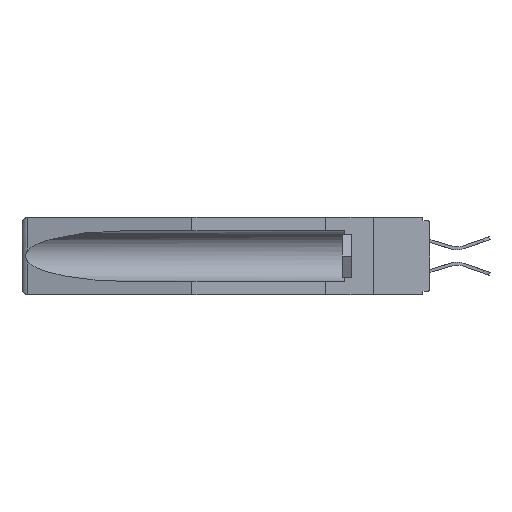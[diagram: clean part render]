
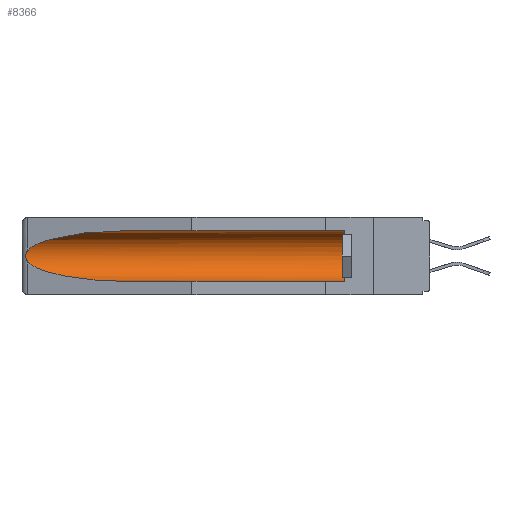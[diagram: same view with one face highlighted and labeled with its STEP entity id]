
A CAD part, left-side view. The second image highlights one B-rep face of the part: STEP entity #8366.
In plain terms, the highlighted cylindrical face has radius 2.857 mm (diameter 5.715 mm), a partial arc.
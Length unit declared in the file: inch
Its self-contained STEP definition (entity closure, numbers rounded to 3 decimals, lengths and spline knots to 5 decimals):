
#234 = VERTEX_POINT ( 'NONE', #10991 ) ;
#565 = CARTESIAN_POINT ( 'NONE',  ( 0.25451, 1.48313, -0.24835 ) ) ;
#647 = CARTESIAN_POINT ( 'NONE',  ( 0.25451, 1.48313, -0.09465 ) ) ;
#2253 = CARTESIAN_POINT ( 'NONE',  ( 0.26537, 1.52718, -0.19328 ) ) ;
#2373 = ORIENTED_EDGE ( 'NONE', *, *, #14209, .F. ) ;
#2399 =( BOUNDED_CURVE ( )  B_SPLINE_CURVE ( 3, ( #9347, #15956, #647, #8319 ),
 .UNSPECIFIED., .F., .F. ) 
 B_SPLINE_CURVE_WITH_KNOTS ( ( 4, 4 ),
 ( 4.71239, 6.08839 ),
 .UNSPECIFIED. ) 
 CURVE ( )  GEOMETRIC_REPRESENTATION_ITEM ( )  RATIONAL_B_SPLINE_CURVE ( ( 1., 0.848, 0.848, 1. ) ) 
 REPRESENTATION_ITEM ( '' )  );
#2502 = CARTESIAN_POINT ( 'NONE',  ( 0.155, -0.30754, -0.1715 ) ) ;
#3232 = EDGE_CURVE ( 'NONE', #15616, #10735, #14655, .T. ) ;
#3721 = CARTESIAN_POINT ( 'NONE',  ( 0.155, 0.126, -0.1715 ) ) ;
#3920 = VERTEX_POINT ( 'NONE', #18353 ) ;
#4010 = CARTESIAN_POINT ( 'NONE',  ( 0.2673, 1.5327, -0.16383 ) ) ;
#4181 = CARTESIAN_POINT ( 'NONE',  ( 0.155, -0.30754, -0.059 ) ) ;
#4422 = ORIENTED_EDGE ( 'NONE', *, *, #19048, .T. ) ;
#4498 = AXIS2_PLACEMENT_3D ( 'NONE', #2502, #5676, #17954 ) ;
#5310 = VECTOR ( 'NONE', #5666, 39.37008 ) ;
#5493 = CARTESIAN_POINT ( 'NONE',  ( 0.2675, 1.53308, -0.16763 ) ) ;
#5559 = CARTESIAN_POINT ( 'NONE',  ( 0.26537, 1.52718, -0.14972 ) ) ;
#5666 = DIRECTION ( 'NONE',  ( 0., 1., 0. ) ) ;
#5676 = DIRECTION ( 'NONE',  ( 0., 1., 0. ) ) ;
#6058 = ORIENTED_EDGE ( 'NONE', *, *, #11723, .T. ) ;
#6107 = CIRCLE ( 'NONE', #7413, 0.1125 ) ;
#6938 = CARTESIAN_POINT ( 'NONE',  ( 0.26597, 1.52961, -0.15275 ) ) ;
#6996 = CARTESIAN_POINT ( 'NONE',  ( 0.26654, 1.53092, -0.15636 ) ) ;
#7061 = CARTESIAN_POINT ( 'NONE',  ( 0.2675, 1.53308, -0.17534 ) ) ;
#7413 = AXIS2_PLACEMENT_3D ( 'NONE', #3721, #15922, #12648 ) ;
#7792 = CARTESIAN_POINT ( 'NONE',  ( 0.155, 1.07973, -0.284 ) ) ;
#8319 = CARTESIAN_POINT ( 'NONE',  ( 0.26537, 1.52718, -0.14972 ) ) ;
#8366 = ADVANCED_FACE ( 'NONE', ( #18290 ), #8489, .F. ) ;
#8489 = CYLINDRICAL_SURFACE ( 'NONE', #4498, 0.1125 ) ;
#9347 = CARTESIAN_POINT ( 'NONE',  ( 0.155, 1.07973, -0.059 ) ) ;
#9589 = EDGE_CURVE ( 'NONE', #14062, #3920, #6107, .T. ) ;
#10735 = VERTEX_POINT ( 'NONE', #7792 ) ;
#10991 = CARTESIAN_POINT ( 'NONE',  ( 0.155, 1.07973, -0.059 ) ) ;
#11537 = CARTESIAN_POINT ( 'NONE',  ( 0.155, -0.30754, -0.284 ) ) ;
#11568 = EDGE_CURVE ( 'NONE', #16317, #15616, #17764, .T. ) ;
#11723 = EDGE_CURVE ( 'NONE', #3920, #234, #13655, .T. ) ;
#11890 = CARTESIAN_POINT ( 'NONE',  ( 0.26537, 1.52718, -0.14972 ) ) ;
#12648 = DIRECTION ( 'NONE',  ( 0., 0., 1. ) ) ;
#12875 = CARTESIAN_POINT ( 'NONE',  ( 0.21114, 1.30732, -0.284 ) ) ;
#12942 = CARTESIAN_POINT ( 'NONE',  ( 0.155, 1.07973, -0.284 ) ) ;
#13188 = VECTOR ( 'NONE', #14520, 39.37008 ) ;
#13655 = LINE ( 'NONE', #4181, #5310 ) ;
#14062 = VERTEX_POINT ( 'NONE', #18405 ) ;
#14209 = EDGE_CURVE ( 'NONE', #14062, #10735, #15589, .T. ) ;
#14520 = DIRECTION ( 'NONE',  ( 0., 1., 0. ) ) ;
#14655 =( BOUNDED_CURVE ( )  B_SPLINE_CURVE ( 3, ( #2253, #565, #12875, #12942 ),
 .UNSPECIFIED., .F., .F. ) 
 B_SPLINE_CURVE_WITH_KNOTS ( ( 4, 4 ),
 ( 0.1948, 1.5708 ),
 .UNSPECIFIED. ) 
 CURVE ( )  GEOMETRIC_REPRESENTATION_ITEM ( )  RATIONAL_B_SPLINE_CURVE ( ( 1., 0.848, 0.848, 1. ) ) 
 REPRESENTATION_ITEM ( '' )  );
#15558 = ORIENTED_EDGE ( 'NONE', *, *, #11568, .T. ) ;
#15589 = LINE ( 'NONE', #11537, #13188 ) ;
#15616 = VERTEX_POINT ( 'NONE', #17468 ) ;
#15922 = DIRECTION ( 'NONE',  ( 0., -1., 0. ) ) ;
#15956 = CARTESIAN_POINT ( 'NONE',  ( 0.21114, 1.30732, -0.059 ) ) ;
#16045 = ORIENTED_EDGE ( 'NONE', *, *, #3232, .T. ) ;
#16194 = CARTESIAN_POINT ( 'NONE',  ( 0.2673, 1.53269, -0.17917 ) ) ;
#16317 = VERTEX_POINT ( 'NONE', #11890 ) ;
#16961 = ORIENTED_EDGE ( 'NONE', *, *, #9589, .T. ) ;
#17468 = CARTESIAN_POINT ( 'NONE',  ( 0.26537, 1.52718, -0.19328 ) ) ;
#17702 = CARTESIAN_POINT ( 'NONE',  ( 0.26597, 1.5296, -0.19026 ) ) ;
#17758 = CARTESIAN_POINT ( 'NONE',  ( 0.26655, 1.53094, -0.18657 ) ) ;
#17764 = B_SPLINE_CURVE_WITH_KNOTS ( 'NONE', 3,
 ( #5559, #6938, #6996, #4010, #5493, #7061, #16194, #17758, #17702, #19188 ),
 .UNSPECIFIED., .F., .F.,
 ( 4, 2, 2, 2, 4 ),
 ( 0., 0.00029, 0.00058, 0.00087, 0.00117 ),
 .UNSPECIFIED. ) ;
#17954 = DIRECTION ( 'NONE',  ( 0., 0., 1. ) ) ;
#18290 = FACE_OUTER_BOUND ( 'NONE', #19402, .T. ) ;
#18353 = CARTESIAN_POINT ( 'NONE',  ( 0.155, 0.126, -0.059 ) ) ;
#18405 = CARTESIAN_POINT ( 'NONE',  ( 0.155, 0.126, -0.284 ) ) ;
#19048 = EDGE_CURVE ( 'NONE', #234, #16317, #2399, .T. ) ;
#19188 = CARTESIAN_POINT ( 'NONE',  ( 0.26537, 1.52718, -0.19328 ) ) ;
#19402 = EDGE_LOOP ( 'NONE', ( #4422, #15558, #16045, #2373, #16961, #6058 ) ) ;
